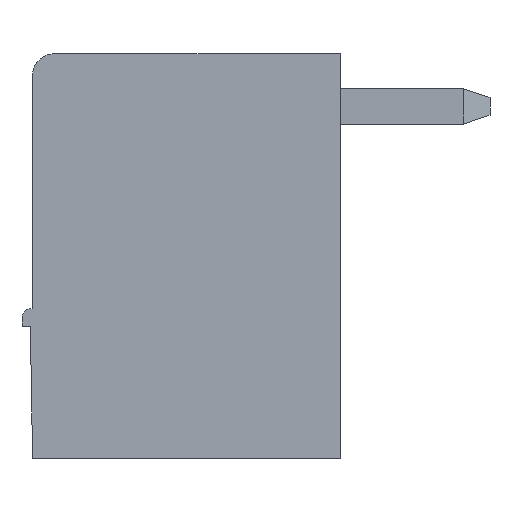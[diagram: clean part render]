
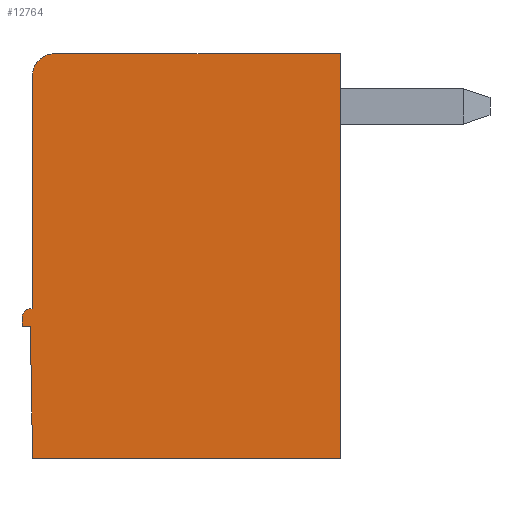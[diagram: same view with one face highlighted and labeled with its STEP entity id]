
A CAD part, left-side view. The second image highlights one B-rep face of the part: STEP entity #12764.
In plain terms, the highlighted planar face has unit normal (-1, 0, 0).
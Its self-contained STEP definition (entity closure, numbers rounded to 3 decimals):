
#837=DIRECTION('',(0.,-1.,0.));
#838=VECTOR('',#837,0.19);
#839=CARTESIAN_POINT('',(5.32,7.29,-6.2));
#840=LINE('',#839,#838);
#845=DIRECTION('',(0.,0.,-1.));
#846=VECTOR('',#845,0.2);
#847=CARTESIAN_POINT('',(5.32,7.29,-6.));
#848=LINE('',#847,#846);
#857=DIRECTION('',(0.,1.,0.));
#858=VECTOR('',#857,0.04);
#859=CARTESIAN_POINT('',(5.32,7.05,-5.8));
#860=LINE('',#859,#858);
#4580=DIRECTION('',(0.,1.,0.));
#4581=VECTOR('',#4580,7.);
#4582=CARTESIAN_POINT('',(5.32,0.05,
-9.2));
#4583=LINE('',#4582,#4581);
#4584=DIRECTION('',(0.,0.017,1.));
#4585=VECTOR('',#4584,3.);
#4586=CARTESIAN_POINT('',(5.32,7.05,-9.2));
#4587=LINE('',#4586,#4585);
#4588=CARTESIAN_POINT('',(5.32,7.09,-6.));
#4589=DIRECTION('',(1.,0.,0.));
#4590=DIRECTION('',(0.,1.,0.));
#4591=AXIS2_PLACEMENT_3D('',#4588,#4589,#4590);
#4593=DIRECTION('',(0.,0.,1.));
#4594=VECTOR('',#4593,5.3);
#4595=CARTESIAN_POINT('',(5.32,7.05,-5.8));
#4596=LINE('',#4595,#4594);
#4597=CARTESIAN_POINT('',(5.32,6.55,
-0.5));
#4598=DIRECTION('',(1.,0.,0.));
#4599=DIRECTION('',(0.,1.,0.));
#4600=AXIS2_PLACEMENT_3D('',#4597,#4598,#4599);
#4602=DIRECTION('',(0.,-1.,0.));
#4603=VECTOR('',#4602,6.5);
#4604=CARTESIAN_POINT('',(5.32,6.55,
0.));
#4605=LINE('',#4604,#4603);
#4606=DIRECTION('',(0.,0.,-1.));
#4607=VECTOR('',#4606,9.2);
#4608=CARTESIAN_POINT('',(5.32,0.05,
0.));
#4609=LINE('',#4608,#4607);
#5954=CARTESIAN_POINT('',(5.32,0.05,
-9.2));
#5955=CARTESIAN_POINT('',(5.32,7.05,-9.2));
#5956=VERTEX_POINT('',#5954);
#5957=VERTEX_POINT('',#5955);
#5994=CARTESIAN_POINT('',(5.32,7.1,-6.2));
#5995=VERTEX_POINT('',#5994);
#5996=CARTESIAN_POINT('',(5.32,7.29,-6.2));
#5997=VERTEX_POINT('',#5996);
#5998=CARTESIAN_POINT('',(5.32,7.29,-6.));
#5999=VERTEX_POINT('',#5998);
#6000=CARTESIAN_POINT('',(5.32,7.09,-5.8));
#6001=VERTEX_POINT('',#6000);
#6002=CARTESIAN_POINT('',(5.32,7.05,-5.8));
#6003=VERTEX_POINT('',#6002);
#6004=CARTESIAN_POINT('',(5.32,7.05,
-0.5));
#6005=VERTEX_POINT('',#6004);
#6006=CARTESIAN_POINT('',(5.32,6.55,
0.));
#6007=VERTEX_POINT('',#6006);
#6008=CARTESIAN_POINT('',(5.32,0.05,
0.));
#6009=VERTEX_POINT('',#6008);
#12747=CARTESIAN_POINT('',(5.32,0.,0.));
#12748=DIRECTION('',(1.,0.,0.));
#12749=DIRECTION('',(0.,0.,-1.));
#12750=AXIS2_PLACEMENT_3D('',#12747,#12748,#12749);
#12751=PLANE('',#12750);
#12752=ORIENTED_EDGE('',*,*,#6592,.T.);
#12753=ORIENTED_EDGE('',*,*,#7356,.T.);
#12754=ORIENTED_EDGE('',*,*,#7371,.F.);
#12755=ORIENTED_EDGE('',*,*,#7386,.F.);
#12756=ORIENTED_EDGE('',*,*,#7401,.T.);
#12757=ORIENTED_EDGE('',*,*,#7416,.F.);
#12758=ORIENTED_EDGE('',*,*,#7431,.T.);
#12759=ORIENTED_EDGE('',*,*,#7446,.T.);
#12760=ORIENTED_EDGE('',*,*,#7461,.T.);
#12761=ORIENTED_EDGE('',*,*,#7475,.T.);
#12762=EDGE_LOOP('',(#12752,#12753,#12754,#12755,#12756,#12757,#12758,#12759,
#12760,#12761));
#12763=FACE_OUTER_BOUND('',#12762,.F.);
#4592=CIRCLE('',#4591,0.2);
#4601=CIRCLE('',#4600,0.5);
#6592=EDGE_CURVE('',#5956,#5957,#4583,.T.);
#7356=EDGE_CURVE('',#5957,#5995,#4587,.T.);
#7371=EDGE_CURVE('',#5997,#5995,#840,.T.);
#7386=EDGE_CURVE('',#5999,#5997,#848,.T.);
#7401=EDGE_CURVE('',#5999,#6001,#4592,.T.);
#7416=EDGE_CURVE('',#6003,#6001,#860,.T.);
#7431=EDGE_CURVE('',#6003,#6005,#4596,.T.);
#7446=EDGE_CURVE('',#6005,#6007,#4601,.T.);
#7461=EDGE_CURVE('',#6007,#6009,#4605,.T.);
#7475=EDGE_CURVE('',#6009,#5956,#4609,.T.);
#12764=ADVANCED_FACE('',(#12763),#12751,.F.);
